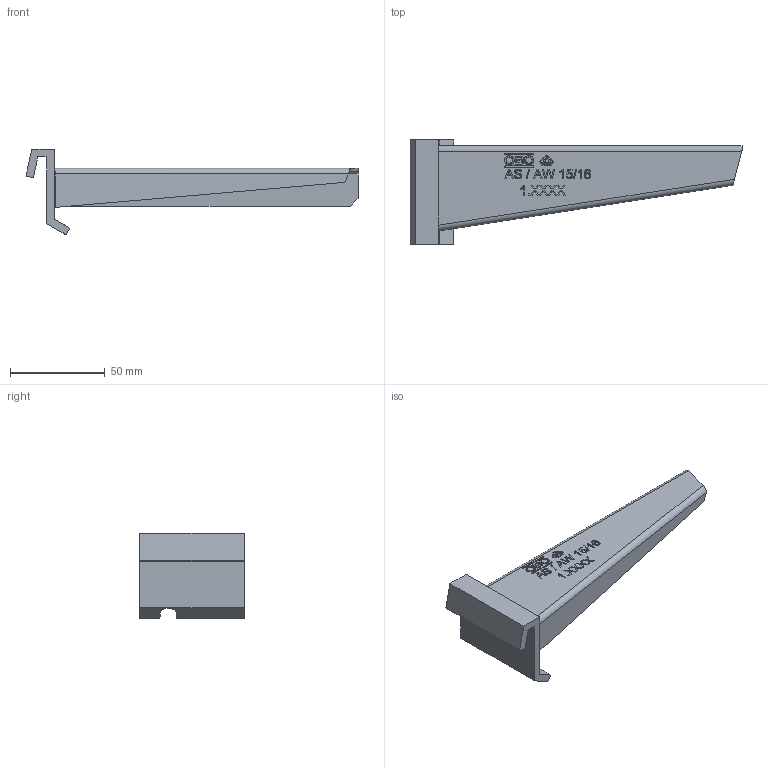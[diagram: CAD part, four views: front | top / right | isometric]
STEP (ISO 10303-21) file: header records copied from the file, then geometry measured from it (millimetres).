
FILE_DESCRIPTION((''),'2;1');
FILE_NAME('6421334_ASM','2013-04-29T',('AndreasKeweloh'),(''),'PRO/ENGINEER BY PARAMETRIC TECHNOLOGY CORPORATION, 2012360','PRO/ENGINEER BY PARAMETRIC TECHNOLOGY CORPORATION, 2012360','');
FILE_SCHEMA(('CONFIG_CONTROL_DESIGN'));
Length unit declared in the file: millimetre
Products named in the file (3): 6421334_AUSLEGER; 6421334_KLEMMS; 6421334_ASM
Assembly tree (2 placements, depth 2):
  6421334_ASM
    6421334_AUSLEGER
    6421334_KLEMMS
Bounding box: 175.05 x 55 x 45 mm (x, y, z)
Volume: 29168 mm3; surface area: 28689.2 mm2
Topology: 2 solids, 2 shells, 368 faces, 973 edges, 644 vertices
Faces by surface type: plane 245, extrusion 79, cylinder 40, bspline 4
Entity records: 13931 total; most frequent: CARTESIAN_POINT 4969, ORIENTED_EDGE 1946, DIRECTION 1548, EDGE_CURVE 973, VECTOR 806, LINE 727, VERTEX_POINT 644, EDGE_LOOP 403
